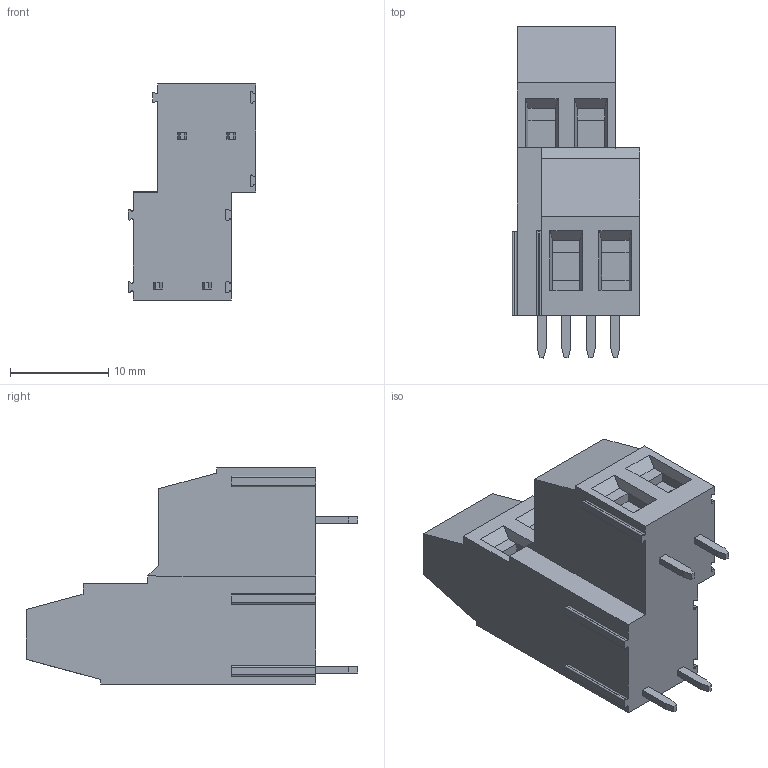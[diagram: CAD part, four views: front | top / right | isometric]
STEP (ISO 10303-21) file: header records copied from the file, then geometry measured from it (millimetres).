
FILE_DESCRIPTION(('STEP AP214'),'1');
FILE_NAME('MVD252-5-V.stp','2020-01-07T16:06:35',(' '),(' '),'Spatial InterOp 3D',' ',' ');
FILE_SCHEMA(('automotive_design'));
Length unit declared in the file: metre
Products named in the file (1): 1
Bounding box: 13.01 x 33.8 x 22 mm (x, y, z)
Volume: 4427.4 mm3; surface area: 2463.4 mm2
Topology: 1 solids, 1 shells, 198 faces, 523 edges, 344 vertices
Faces by surface type: plane 157, cylinder 40, extrusion 1
Full cylindrical faces by diameter (mm): 3.8 x4, 4 x4
Entity records: 7603 total; most frequent: CARTESIAN_POINT 1068, ORIENTED_EDGE 1022, DIRECTION 998, EDGE_CURVE 511, VECTOR 418, LINE 417, VERTEX_POINT 340, AXIS2_PLACEMENT_3D 290
